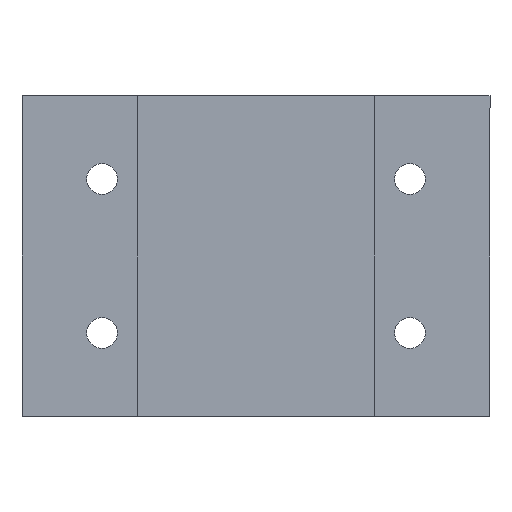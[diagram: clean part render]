
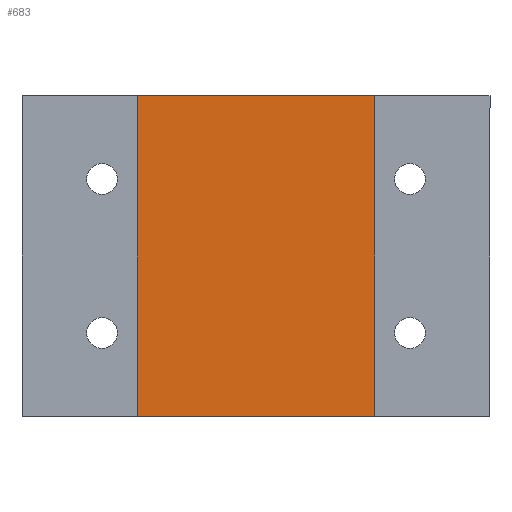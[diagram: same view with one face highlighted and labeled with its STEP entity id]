
A CAD part, front view. The second image highlights one B-rep face of the part: STEP entity #683.
In plain terms, the highlighted planar face has unit normal (0, -1, 0).
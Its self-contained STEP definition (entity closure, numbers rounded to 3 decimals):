
#26 = EDGE_CURVE ( 'NONE', #628, #98, #747, .T. ) ;
#33 = CARTESIAN_POINT ( 'NONE',  ( 15.25, 6., 12.5 ) ) ;
#41 = VERTEX_POINT ( 'NONE', #305 ) ;
#45 = ORIENTED_EDGE ( 'NONE', *, *, #631, .F. ) ;
#49 = CARTESIAN_POINT ( 'NONE',  ( -15.25, 6., 12.5 ) ) ;
#50 = VERTEX_POINT ( 'NONE', #632 ) ;
#61 = DIRECTION ( 'NONE',  ( -1., 0., 0. ) ) ;
#67 = CIRCLE ( 'NONE', #765, 2.2 ) ;
#73 = EDGE_CURVE ( 'NONE', #541, #1044, #401, .T. ) ;
#77 = DIRECTION ( 'NONE',  ( -1., 0., 0. ) ) ;
#81 = EDGE_CURVE ( 'NONE', #41, #249, #600, .T. ) ;
#92 = AXIS2_PLACEMENT_3D ( 'NONE', #903, #1077, #985 ) ;
#98 = VERTEX_POINT ( 'NONE', #150 ) ;
#122 = CARTESIAN_POINT ( 'NONE',  ( 14.2, 6., 6. ) ) ;
#123 = AXIS2_PLACEMENT_3D ( 'NONE', #803, #455, #896 ) ;
#126 = EDGE_CURVE ( 'NONE', #98, #504, #1031, .T. ) ;
#145 = DIRECTION ( 'NONE',  ( -1., 0., 0. ) ) ;
#150 = CARTESIAN_POINT ( 'NONE',  ( -15.25, 6., -12.5 ) ) ;
#155 = FACE_BOUND ( 'NONE', #813, .T. ) ;
#170 = EDGE_LOOP ( 'NONE', ( #870, #871, #777, #491 ) ) ;
#185 = ORIENTED_EDGE ( 'NONE', *, *, #1024, .F. ) ;
#224 = DIRECTION ( 'NONE',  ( -1., 0., 0. ) ) ;
#229 = DIRECTION ( 'NONE',  ( -1., 0., 0. ) ) ;
#230 = CARTESIAN_POINT ( 'NONE',  ( 15.25, 6., 12.5 ) ) ;
#240 = VERTEX_POINT ( 'NONE', #503 ) ;
#249 = VERTEX_POINT ( 'NONE', #672 ) ;
#255 = DIRECTION ( 'NONE',  ( 0., -1., 0. ) ) ;
#277 = ORIENTED_EDGE ( 'NONE', *, *, #446, .F. ) ;
#285 = VECTOR ( 'NONE', #725, 1000. ) ;
#304 = PLANE ( 'NONE',  #92 ) ;
#305 = CARTESIAN_POINT ( 'NONE',  ( -9.8, 6., 6. ) ) ;
#306 = DIRECTION ( 'NONE',  ( 0., -1., 0. ) ) ;
#316 = EDGE_CURVE ( 'NONE', #628, #975, #1067, .T. ) ;
#323 = EDGE_CURVE ( 'NONE', #249, #41, #439, .T. ) ;
#328 = CARTESIAN_POINT ( 'NONE',  ( 12., 6., -6. ) ) ;
#334 = CARTESIAN_POINT ( 'NONE',  ( 12., 6., -6. ) ) ;
#340 = EDGE_CURVE ( 'NONE', #1069, #660, #760, .T. ) ;
#344 = CARTESIAN_POINT ( 'NONE',  ( 15.25, 6., 12.5 ) ) ;
#352 = VECTOR ( 'NONE', #978, 1000. ) ;
#358 = EDGE_LOOP ( 'NONE', ( #992, #45 ) ) ;
#375 = AXIS2_PLACEMENT_3D ( 'NONE', #814, #306, #229 ) ;
#378 = CARTESIAN_POINT ( 'NONE',  ( -14.2, 6., -6. ) ) ;
#401 = CIRCLE ( 'NONE', #707, 2.2 ) ;
#406 = DIRECTION ( 'NONE',  ( 1., 0., 0. ) ) ;
#427 = VECTOR ( 'NONE', #406, 1000. ) ;
#439 = CIRCLE ( 'NONE', #1038, 2.2 ) ;
#446 = EDGE_CURVE ( 'NONE', #660, #1069, #638, .T. ) ;
#453 = EDGE_CURVE ( 'NONE', #975, #504, #613, .T. ) ;
#455 = DIRECTION ( 'NONE',  ( 0., -1., 0. ) ) ;
#478 = DIRECTION ( 'NONE',  ( 0., -1., 0. ) ) ;
#491 = ORIENTED_EDGE ( 'NONE', *, *, #26, .T. ) ;
#494 = AXIS2_PLACEMENT_3D ( 'NONE', #328, #1002, #145 ) ;
#503 = CARTESIAN_POINT ( 'NONE',  ( 9.8, 6., -6. ) ) ;
#504 = VERTEX_POINT ( 'NONE', #883 ) ;
#513 = CIRCLE ( 'NONE', #494, 2.2 ) ;
#529 = CARTESIAN_POINT ( 'NONE',  ( -9.8, 6., -6. ) ) ;
#541 = VERTEX_POINT ( 'NONE', #378 ) ;
#544 = DIRECTION ( 'NONE',  ( 0., 0., -1. ) ) ;
#553 = VECTOR ( 'NONE', #544, 1000. ) ;
#557 = CARTESIAN_POINT ( 'NONE',  ( -12., 6., 6. ) ) ;
#564 = CARTESIAN_POINT ( 'NONE',  ( 12., 6., 6. ) ) ;
#580 = CARTESIAN_POINT ( 'NONE',  ( 9.8, 6., 6. ) ) ;
#600 = CIRCLE ( 'NONE', #1042, 2.2 ) ;
#613 = LINE ( 'NONE', #33, #553 ) ;
#616 = EDGE_LOOP ( 'NONE', ( #277, #848 ) ) ;
#628 = VERTEX_POINT ( 'NONE', #994 ) ;
#631 = EDGE_CURVE ( 'NONE', #1044, #541, #684, .T. ) ;
#632 = CARTESIAN_POINT ( 'NONE',  ( 14.2, 6., -6. ) ) ;
#635 = FACE_BOUND ( 'NONE', #616, .T. ) ;
#638 = CIRCLE ( 'NONE', #123, 2.2 ) ;
#660 = VERTEX_POINT ( 'NONE', #580 ) ;
#672 = CARTESIAN_POINT ( 'NONE',  ( -14.2, 6., 6. ) ) ;
#683 = ADVANCED_FACE ( 'NONE', ( #972, #790, #635, #155, #1085 ), #304, .F. ) ;
#684 = CIRCLE ( 'NONE', #375, 2.2 ) ;
#707 = AXIS2_PLACEMENT_3D ( 'NONE', #821, #909, #738 ) ;
#725 = DIRECTION ( 'NONE',  ( 0., 0., -1. ) ) ;
#738 = DIRECTION ( 'NONE',  ( -1., 0., 0. ) ) ;
#739 = EDGE_CURVE ( 'NONE', #240, #50, #513, .T. ) ;
#747 = LINE ( 'NONE', #49, #285 ) ;
#760 = CIRCLE ( 'NONE', #819, 2.2 ) ;
#762 = EDGE_LOOP ( 'NONE', ( #1022, #185 ) ) ;
#765 = AXIS2_PLACEMENT_3D ( 'NONE', #334, #255, #847 ) ;
#777 = ORIENTED_EDGE ( 'NONE', *, *, #316, .F. ) ;
#790 = FACE_BOUND ( 'NONE', #762, .T. ) ;
#803 = CARTESIAN_POINT ( 'NONE',  ( 12., 6., 6. ) ) ;
#805 = DIRECTION ( 'NONE',  ( 0., -1., 0. ) ) ;
#813 = EDGE_LOOP ( 'NONE', ( #1071, #977 ) ) ;
#814 = CARTESIAN_POINT ( 'NONE',  ( -12., 6., -6. ) ) ;
#819 = AXIS2_PLACEMENT_3D ( 'NONE', #564, #805, #61 ) ;
#821 = CARTESIAN_POINT ( 'NONE',  ( -12., 6., -6. ) ) ;
#824 = DIRECTION ( 'NONE',  ( 0., -1., 0. ) ) ;
#836 = CARTESIAN_POINT ( 'NONE',  ( -12., 6., 6. ) ) ;
#847 = DIRECTION ( 'NONE',  ( -1., 0., 0. ) ) ;
#848 = ORIENTED_EDGE ( 'NONE', *, *, #340, .F. ) ;
#870 = ORIENTED_EDGE ( 'NONE', *, *, #126, .T. ) ;
#871 = ORIENTED_EDGE ( 'NONE', *, *, #453, .F. ) ;
#883 = CARTESIAN_POINT ( 'NONE',  ( 15.25, 6., -12.5 ) ) ;
#896 = DIRECTION ( 'NONE',  ( -1., 0., 0. ) ) ;
#903 = CARTESIAN_POINT ( 'NONE',  ( 15.25, 6., 12.5 ) ) ;
#909 = DIRECTION ( 'NONE',  ( 0., -1., 0. ) ) ;
#972 = FACE_BOUND ( 'NONE', #358, .T. ) ;
#975 = VERTEX_POINT ( 'NONE', #344 ) ;
#977 = ORIENTED_EDGE ( 'NONE', *, *, #81, .F. ) ;
#978 = DIRECTION ( 'NONE',  ( 1., 0., 0. ) ) ;
#985 = DIRECTION ( 'NONE',  ( -1., 0., 0. ) ) ;
#992 = ORIENTED_EDGE ( 'NONE', *, *, #73, .F. ) ;
#994 = CARTESIAN_POINT ( 'NONE',  ( -15.25, 6., 12.5 ) ) ;
#1002 = DIRECTION ( 'NONE',  ( 0., -1., 0. ) ) ;
#1022 = ORIENTED_EDGE ( 'NONE', *, *, #739, .F. ) ;
#1024 = EDGE_CURVE ( 'NONE', #50, #240, #67, .T. ) ;
#1031 = LINE ( 'NONE', #1087, #427 ) ;
#1038 = AXIS2_PLACEMENT_3D ( 'NONE', #557, #824, #224 ) ;
#1042 = AXIS2_PLACEMENT_3D ( 'NONE', #836, #478, #77 ) ;
#1044 = VERTEX_POINT ( 'NONE', #529 ) ;
#1067 = LINE ( 'NONE', #230, #352 ) ;
#1069 = VERTEX_POINT ( 'NONE', #122 ) ;
#1071 = ORIENTED_EDGE ( 'NONE', *, *, #323, .F. ) ;
#1077 = DIRECTION ( 'NONE',  ( 0., 1., 0. ) ) ;
#1085 = FACE_OUTER_BOUND ( 'NONE', #170, .T. ) ;
#1087 = CARTESIAN_POINT ( 'NONE',  ( 15.25, 6., -12.5 ) ) ;
